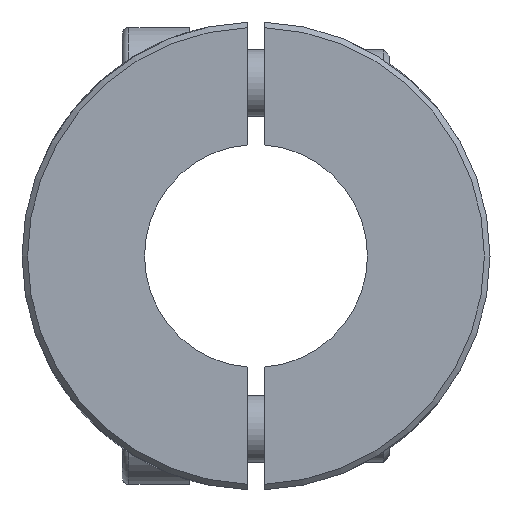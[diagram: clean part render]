
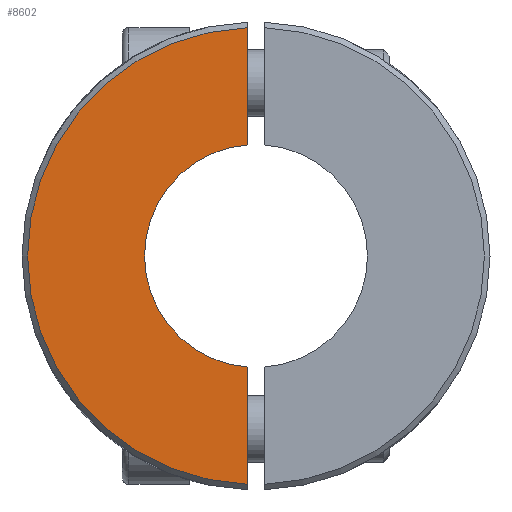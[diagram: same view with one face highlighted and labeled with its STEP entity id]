
A CAD part, left-side view. The second image highlights one B-rep face of the part: STEP entity #8602.
In plain terms, the highlighted planar face has unit normal (-1, 0, 0).
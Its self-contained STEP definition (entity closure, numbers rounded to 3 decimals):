
#39 = CARTESIAN_POINT ( 'NONE',  ( -32.5, 0.75, -20.486 ) ) ;
#169 = CARTESIAN_POINT ( 'NONE',  ( -32.5, 0., 0. ) ) ;
#207 = ORIENTED_EDGE ( 'NONE', *, *, #2597, .T. ) ;
#1899 = AXIS2_PLACEMENT_3D ( 'NONE', #5490, #8588, #5348 ) ;
#2127 = DIRECTION ( 'NONE',  ( 0., 0., -1. ) ) ;
#2358 = EDGE_CURVE ( 'NONE', #6136, #4160, #2885, .T. ) ;
#2556 = CIRCLE ( 'NONE', #1899, 10. ) ;
#2597 = EDGE_CURVE ( 'NONE', #4160, #2673, #9048, .T. ) ;
#2673 = VERTEX_POINT ( 'NONE', #4262 ) ;
#2885 = CIRCLE ( 'NONE', #11516, 20.5 ) ;
#2887 = ORIENTED_EDGE ( 'NONE', *, *, #8869, .F. ) ;
#4160 = VERTEX_POINT ( 'NONE', #39 ) ;
#4262 = CARTESIAN_POINT ( 'NONE',  ( -32.5, 0.75, -9.972 ) ) ;
#4561 = EDGE_LOOP ( 'NONE', ( #8762, #10731, #207, #2887 ) ) ;
#5186 = CARTESIAN_POINT ( 'NONE',  ( -32.5, 10., 0. ) ) ;
#5348 = DIRECTION ( 'NONE',  ( 0., 0., 1. ) ) ;
#5490 = CARTESIAN_POINT ( 'NONE',  ( -32.5, 0., 0. ) ) ;
#6136 = VERTEX_POINT ( 'NONE', #11026 ) ;
#6384 = DIRECTION ( 'NONE',  ( -1., 0., 0. ) ) ;
#6650 = EDGE_CURVE ( 'NONE', #12958, #6136, #12812, .T. ) ;
#7754 = DIRECTION ( 'NONE',  ( 0., 0., 1. ) ) ;
#7966 = CARTESIAN_POINT ( 'NONE',  ( -32.5, 0.75, 9.972 ) ) ;
#8038 = VECTOR ( 'NONE', #7754, 1000. ) ;
#8479 = PLANE ( 'NONE',  #8513 ) ;
#8513 = AXIS2_PLACEMENT_3D ( 'NONE', #5186, #11527, #13662 ) ;
#8588 = DIRECTION ( 'NONE',  ( -1., 0., 0. ) ) ;
#8602 = ADVANCED_FACE ( 'NONE', ( #9056 ), #8479, .F. ) ;
#8762 = ORIENTED_EDGE ( 'NONE', *, *, #6650, .T. ) ;
#8869 = EDGE_CURVE ( 'NONE', #12958, #2673, #2556, .T. ) ;
#9048 = LINE ( 'NONE', #9187, #10811 ) ;
#9056 = FACE_OUTER_BOUND ( 'NONE', #4561, .T. ) ;
#9187 = CARTESIAN_POINT ( 'NONE',  ( -32.5, 0.75, -21. ) ) ;
#10731 = ORIENTED_EDGE ( 'NONE', *, *, #2358, .T. ) ;
#10811 = VECTOR ( 'NONE', #11180, 1000. ) ;
#10844 = CARTESIAN_POINT ( 'NONE',  ( -32.5, 0.75, -18. ) ) ;
#11026 = CARTESIAN_POINT ( 'NONE',  ( -32.5, 0.75, 20.486 ) ) ;
#11180 = DIRECTION ( 'NONE',  ( 0., 0., 1. ) ) ;
#11516 = AXIS2_PLACEMENT_3D ( 'NONE', #169, #6384, #2127 ) ;
#11527 = DIRECTION ( 'NONE',  ( 1., 0., 0. ) ) ;
#12812 = LINE ( 'NONE', #10844, #8038 ) ;
#12958 = VERTEX_POINT ( 'NONE', #7966 ) ;
#13662 = DIRECTION ( 'NONE',  ( 0., 0., -1. ) ) ;
